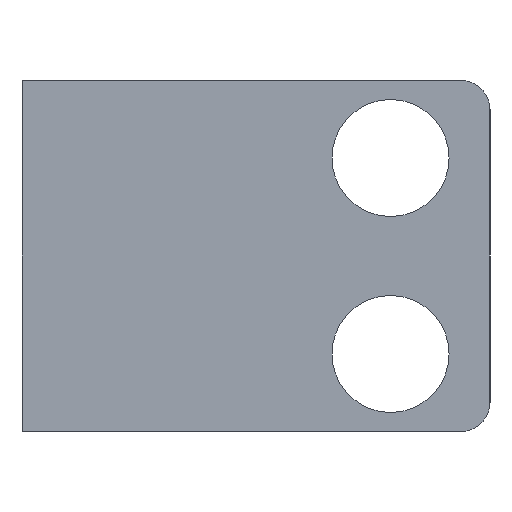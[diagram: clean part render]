
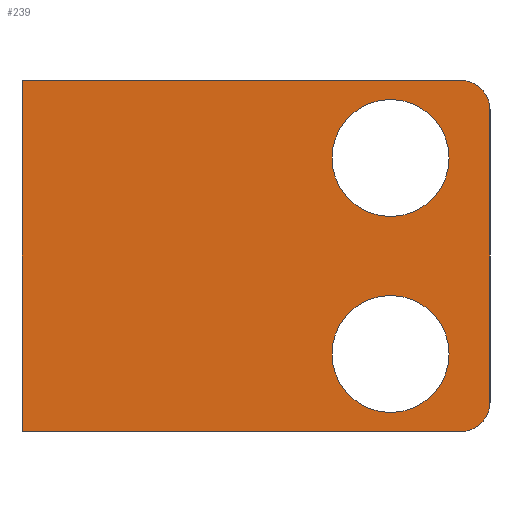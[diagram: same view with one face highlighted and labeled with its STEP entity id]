
A CAD part, left-side view. The second image highlights one B-rep face of the part: STEP entity #239.
In plain terms, the highlighted planar face has unit normal (-1, 0, 0).
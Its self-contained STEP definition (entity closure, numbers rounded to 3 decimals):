
#15=FACE_BOUND('',#42,.T.);
#16=FACE_BOUND('',#43,.T.);
#20=PLANE('',#270);
#28=FACE_OUTER_BOUND('',#41,.T.);
#41=EDGE_LOOP('',(#176,#177,#178,#179,#180,#181));
#42=EDGE_LOOP('',(#182));
#43=EDGE_LOOP('',(#183));
#58=LINE('',#374,#79);
#62=LINE('',#386,#83);
#63=LINE('',#390,#84);
#64=LINE('',#391,#85);
#79=VECTOR('',#301,10.);
#83=VECTOR('',#311,10.);
#84=VECTOR('',#314,10.);
#85=VECTOR('',#315,10.);
#99=CIRCLE('',#266,1.);
#102=CIRCLE('',#271,1.);
#103=CIRCLE('',#272,2.);
#104=CIRCLE('',#273,2.);
#112=VERTEX_POINT('',#367);
#113=VERTEX_POINT('',#369);
#114=VERTEX_POINT('',#373);
#119=VERTEX_POINT('',#385);
#120=VERTEX_POINT('',#387);
#121=VERTEX_POINT('',#389);
#122=VERTEX_POINT('',#392);
#123=VERTEX_POINT('',#394);
#134=EDGE_CURVE('',#112,#113,#99,.T.);
#136=EDGE_CURVE('',#113,#114,#58,.T.);
#142=EDGE_CURVE('',#112,#119,#62,.T.);
#143=EDGE_CURVE('',#120,#119,#102,.T.);
#144=EDGE_CURVE('',#121,#120,#63,.T.);
#145=EDGE_CURVE('',#114,#121,#64,.T.);
#146=EDGE_CURVE('',#122,#122,#103,.T.);
#147=EDGE_CURVE('',#123,#123,#104,.T.);
#176=ORIENTED_EDGE('',*,*,#134,.F.);
#177=ORIENTED_EDGE('',*,*,#142,.T.);
#178=ORIENTED_EDGE('',*,*,#143,.F.);
#179=ORIENTED_EDGE('',*,*,#144,.F.);
#180=ORIENTED_EDGE('',*,*,#145,.F.);
#181=ORIENTED_EDGE('',*,*,#136,.F.);
#182=ORIENTED_EDGE('',*,*,#146,.T.);
#183=ORIENTED_EDGE('',*,*,#147,.T.);
#239=ADVANCED_FACE('',(#28,#15,#16),#20,.T.);
#266=AXIS2_PLACEMENT_3D('',#370,#296,#297);
#270=AXIS2_PLACEMENT_3D('',#384,#309,#310);
#271=AXIS2_PLACEMENT_3D('',#388,#312,#313);
#272=AXIS2_PLACEMENT_3D('',#393,#316,#317);
#273=AXIS2_PLACEMENT_3D('',#395,#318,#319);
#296=DIRECTION('center_axis',(1.,0.,0.));
#297=DIRECTION('ref_axis',(0.,-0.707,-0.707));
#301=DIRECTION('',(0.,1.,0.));
#309=DIRECTION('center_axis',(-1.,0.,0.));
#310=DIRECTION('ref_axis',(0.,-1.,0.));
#311=DIRECTION('',(0.,0.,1.));
#312=DIRECTION('center_axis',(1.,0.,0.));
#313=DIRECTION('ref_axis',(0.,-0.707,0.707));
#314=DIRECTION('',(0.,-1.,0.));
#315=DIRECTION('',(0.,0.,1.));
#316=DIRECTION('center_axis',(1.,0.,0.));
#317=DIRECTION('ref_axis',(0.,1.,0.));
#318=DIRECTION('center_axis',(1.,0.,0.));
#319=DIRECTION('ref_axis',(0.,1.,0.));
#367=CARTESIAN_POINT('',(-2.,0.,1.));
#369=CARTESIAN_POINT('',(-2.,1.,0.));
#370=CARTESIAN_POINT('Origin',(-2.,1.,1.));
#373=CARTESIAN_POINT('',(-2.,16.,0.));
#374=CARTESIAN_POINT('',(-2.,0.,0.));
#384=CARTESIAN_POINT('Origin',(-2.,16.,0.));
#385=CARTESIAN_POINT('',(-2.,0.,11.));
#386=CARTESIAN_POINT('',(-2.,0.,0.));
#387=CARTESIAN_POINT('',(-2.,1.,12.));
#388=CARTESIAN_POINT('Origin',(-2.,1.,11.));
#389=CARTESIAN_POINT('',(-2.,16.,12.));
#390=CARTESIAN_POINT('',(-2.,0.,12.));
#391=CARTESIAN_POINT('',(-2.,16.,0.));
#392=CARTESIAN_POINT('',(-2.,1.4,9.35));
#393=CARTESIAN_POINT('Origin',(-2.,3.4,9.35));
#394=CARTESIAN_POINT('',(-2.,1.4,2.65));
#395=CARTESIAN_POINT('Origin',(-2.,3.4,2.65));
